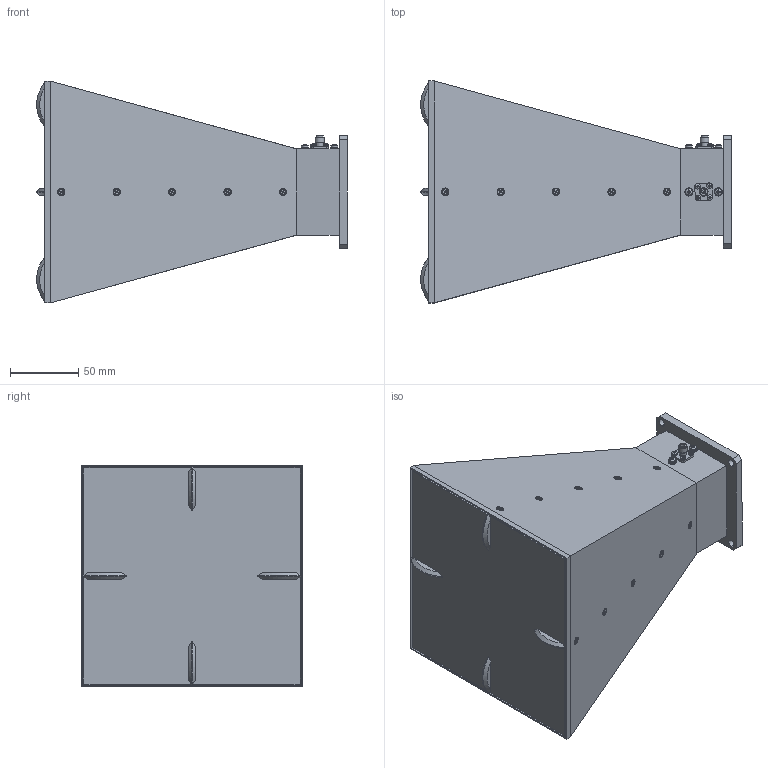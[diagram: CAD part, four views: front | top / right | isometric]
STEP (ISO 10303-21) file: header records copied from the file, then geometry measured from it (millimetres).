
FILE_DESCRIPTION (( 'STEP AP203' ), '1' );
FILE_NAME ('AV-S12-QR-H1.STEP', '2022-05-31T18:52:16', ( '' ), ( '' ), 'SwSTEP 2.0', 'SolidWorks 2021', '' );
FILE_SCHEMA (( 'CONFIG_CONTROL_DESIGN' ));
Length unit declared in the file: millimetre
Products named in the file (1): AV-S12-QR-H1
Bounding box: 226.96 x 162 x 162 mm (x, y, z)
Volume: 2692510.9 mm3; surface area: 141353.6 mm2
Topology: 21 solids, 23 shells, 1234 faces, 3132 edges, 2046 vertices
Faces by surface type: plane 670, cylinder 436, cone 92, sphere 24, bspline 12
Entity records: 39862 total; most frequent: CARTESIAN_POINT 9906, DIRECTION 6286, ORIENTED_EDGE 6256, EDGE_CURVE 3128, AXIS2_PLACEMENT_3D 2263, VERTEX_POINT 2046, VECTOR 1760, LINE 1760
